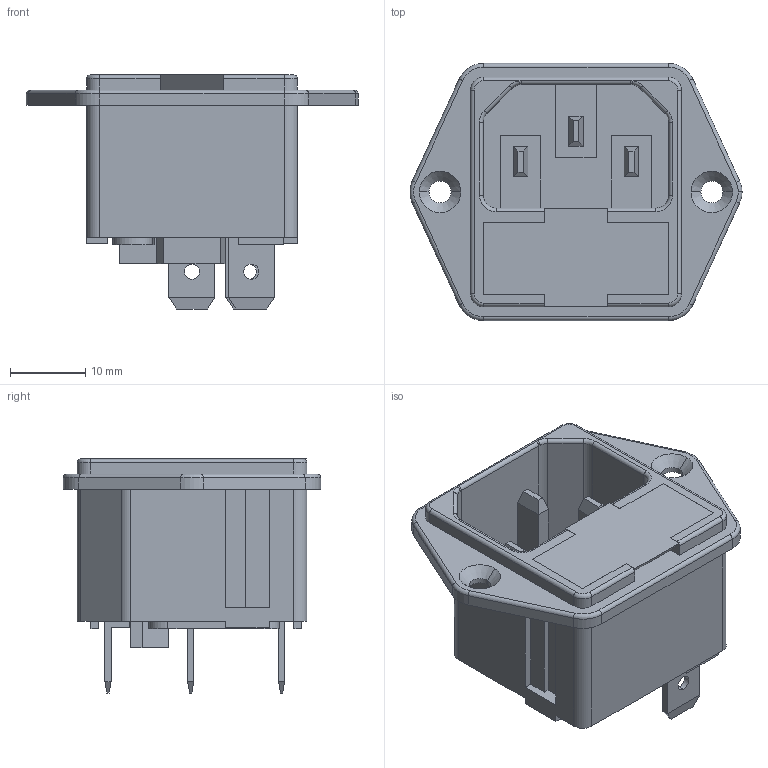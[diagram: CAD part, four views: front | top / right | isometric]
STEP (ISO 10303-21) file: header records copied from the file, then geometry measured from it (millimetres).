
FILE_DESCRIPTION (( 'STEP AP203' ), '1' );
FILE_NAME ('83110131.STEP', '2007-07-31T15:21:41', ( ' ' ), ( ' ' ), 'SwSTEP 2.0', 'SolidWorks 2007', '' );
FILE_SCHEMA (( 'CONFIG_CONTROL_DESIGN' ));
Length unit declared in the file: millimetre
Products named in the file (1): 83110131
Bounding box: 43.99 x 34.1 x 31 mm (x, y, z)
Volume: 11619 mm3; surface area: 9726.9 mm2
Topology: 1 solids, 1 shells, 305 faces, 797 edges, 509 vertices
Faces by surface type: plane 228, cylinder 54, torus 17, cone 4, bspline 2
Entity records: 9328 total; most frequent: CARTESIAN_POINT 1640, ORIENTED_EDGE 1594, DIRECTION 1535, EDGE_CURVE 797, LINE 663, VECTOR 663, VERTEX_POINT 509, AXIS2_PLACEMENT_3D 436
